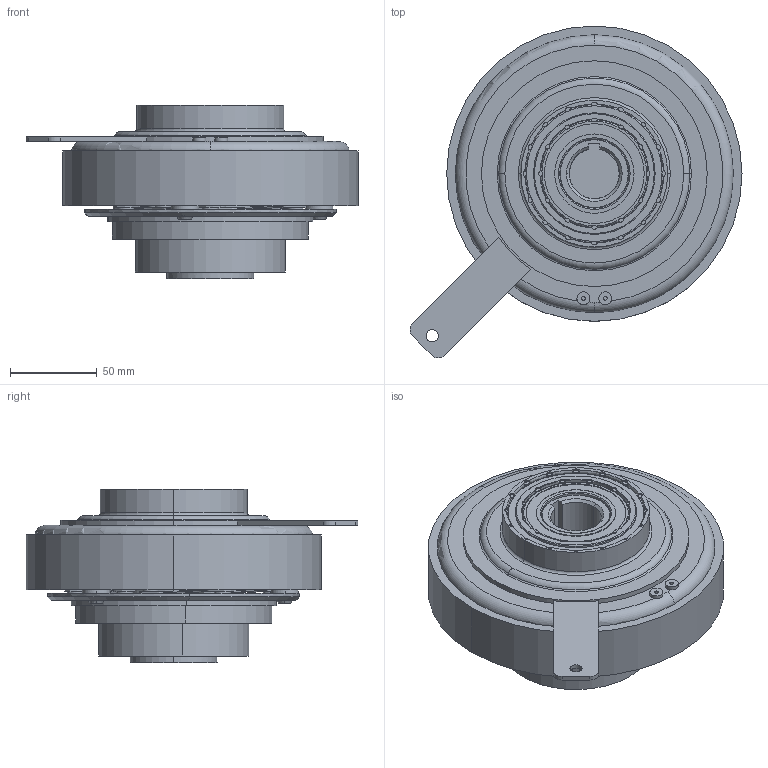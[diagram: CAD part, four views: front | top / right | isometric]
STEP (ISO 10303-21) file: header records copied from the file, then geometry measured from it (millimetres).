
FILE_DESCRIPTION (( 'STEP AP203' ), '1' );
FILE_NAME ('51922500_04_MA-GT-ST1W_MGCL.STEP', '2015-10-05T00:17:59', ( '' ), ( '' ), 'SwSTEP 2.0', 'SolidWorks 2014', '' );
FILE_SCHEMA (( 'CONFIG_CONTROL_DESIGN' ));
Length unit declared in the file: millimetre
Products named in the file (1): 51922500_04_MA-GT-ST1W_MGCL
Bounding box: 191.1 x 191.1 x 99.8 mm (x, y, z)
Volume: 1141602.1 mm3; surface area: 178143.9 mm2
Topology: 1 solids, 19 shells, 723 faces, 1892 edges, 1166 vertices
Faces by surface type: cylinder 334, plane 267, cone 60, torus 38, bspline 24
Entity records: 22936 total; most frequent: DIRECTION 4293, CARTESIAN_POINT 4266, ORIENTED_EDGE 3736, EDGE_CURVE 1868, AXIS2_PLACEMENT_3D 1793, VERTEX_POINT 1154, CIRCLE 1093, EDGE_LOOP 844
